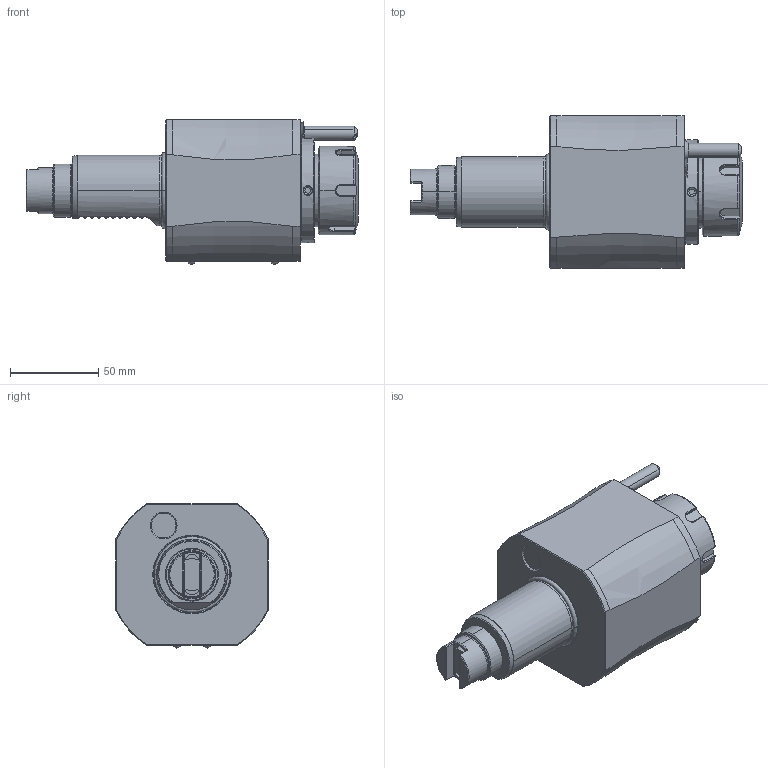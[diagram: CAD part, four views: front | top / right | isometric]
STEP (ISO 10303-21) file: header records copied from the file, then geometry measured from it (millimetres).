
FILE_DESCRIPTION((''),'2;1');
FILE_NAME('NGT1_40_161_32_1','2020-07-16T',('vali'),('NOVA GRUP'),'PRO/ENGINEER BY PARAMETRIC TECHNOLOGY CORPORATION, 2010280','PRO/ENGINEER BY PARAMETRIC TECHNOLOGY CORPORATION, 2010280','');
FILE_SCHEMA(('CONFIG_CONTROL_DESIGN'));
Length unit declared in the file: millimetre
Products named in the file (1): NGT1_40_161_32_1
Bounding box: 187.6 x 86 x 81.6 mm (x, y, z)
Volume: 614986.6 mm3; surface area: 55207.5 mm2
Topology: 1 solids, 1 shells, 304 faces, 751 edges, 461 vertices
Faces by surface type: plane 113, cylinder 78, cone 45, bspline 38, torus 24, sphere 6
Entity records: 13554 total; most frequent: CARTESIAN_POINT 6853, ORIENTED_EDGE 1482, DIRECTION 1207, EDGE_CURVE 741, VERTEX_POINT 461, AXIS2_PLACEMENT_3D 448, EDGE_LOOP 328, VECTOR 311
